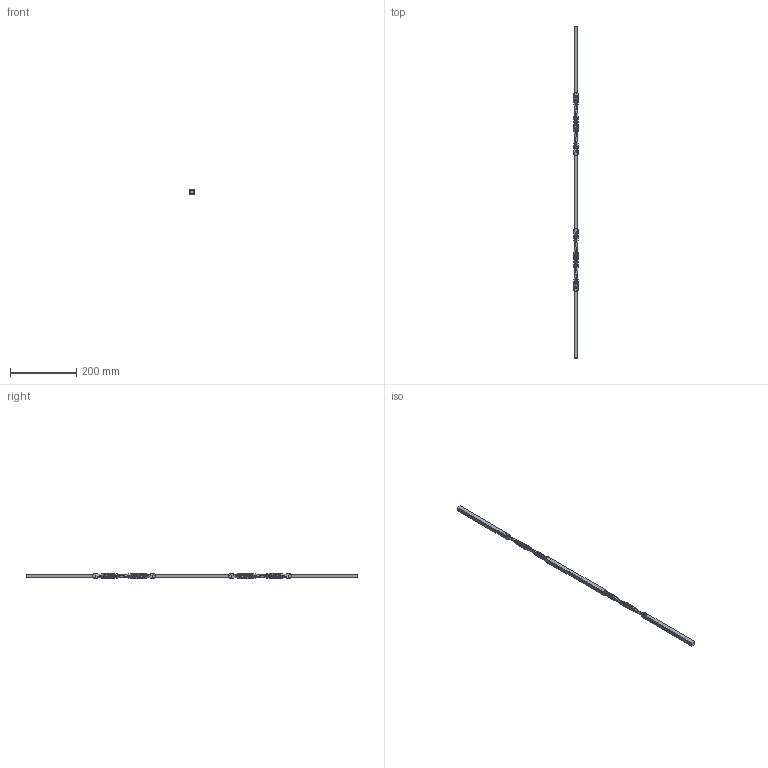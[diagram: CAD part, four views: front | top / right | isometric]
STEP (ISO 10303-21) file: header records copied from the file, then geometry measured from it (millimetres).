
FILE_DESCRIPTION (( 'STEP AP203' ), '1' );
FILE_NAME ('8029-13.step', '2023-06-09T11:45:25', ( '' ), ( '' ), 'SwSTEP 2.0', 'SolidWorks 2018', '' );
FILE_SCHEMA (( 'CONFIG_CONTROL_DESIGN' ));
Length unit declared in the file: millimetre
Products named in the file (1): 8029-13
Bounding box: 13.86 x 1000 x 14.16 mm (x, y, z)
Volume: 119335.4 mm3; surface area: 45077.8 mm2
Topology: 1 solids, 1 shells, 1174 faces, 3079 edges, 1930 vertices
Faces by surface type: bspline 1001, plane 173
Entity records: 162489 total; most frequent: CARTESIAN_POINT 141690, ORIENTED_EDGE 6158, EDGE_CURVE 3079, B_SPLINE_CURVE_WITH_KNOTS 2478, VERTEX_POINT 1930, EDGE_LOOP 1197, FACE_OUTER_BOUND 1174, ADVANCED_FACE 1174
